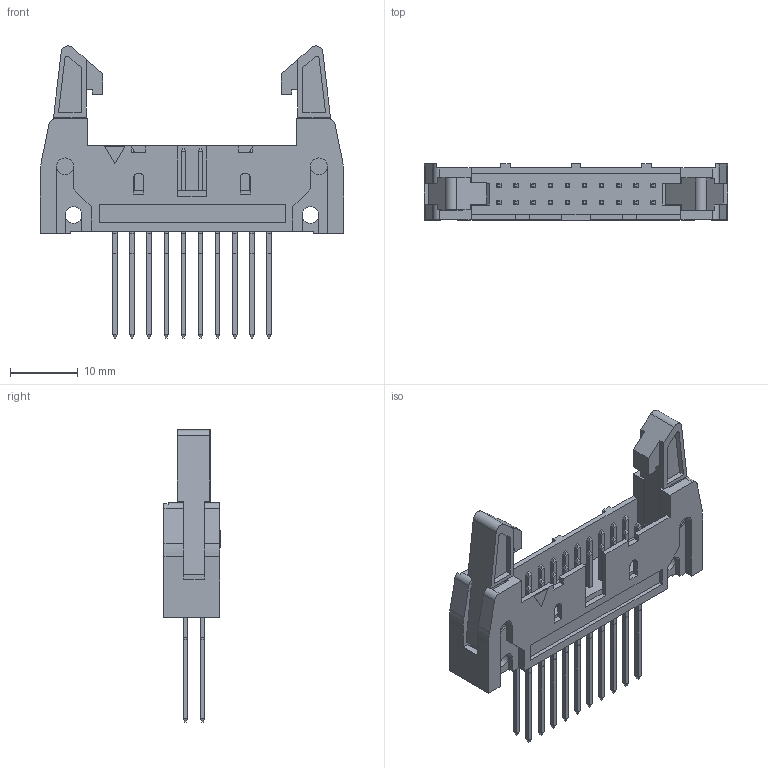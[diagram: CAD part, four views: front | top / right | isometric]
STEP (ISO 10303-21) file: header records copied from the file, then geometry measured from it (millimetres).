
FILE_DESCRIPTION(('FreeCAD Model'),'2;1');
FILE_NAME('Open CASCADE Shape Model','2023-06-01T13:05:44',(''),(''), 'Open CASCADE STEP processor 7.6','FreeCAD','Unknown');
FILE_SCHEMA(('AUTOMOTIVE_DESIGN { 1 0 10303 214 1 1 1 1 }'));
Length unit declared in the file: millimetre
Products named in the file (26): CWN-370-20-xxxx; 6120xx22821; 20; 6120xx22x21_LEVIER_LONG; 6120xx21621_PIN; WireWrapExtension; 6120xx21621_PIN020; 6120xx21621_PIN021; 6120xx21621_PIN022; 6120xx21621_PIN023; 6120xx21621_PIN024; 6120xx21621_PIN025; 6120xx21621_PIN026; 6120xx21621_PIN027; 6120xx21621_PIN028; 6120xx21621_PIN029; 6120xx21621_PIN030; 6120xx21621_PIN031; 6120xx21621_PIN032; 6120xx21621_PIN033; 6120xx21621_PIN034; 6120xx21621_PIN035; 6120xx21621_PIN036; 6120xx21621_PIN037; 6120xx21621_PIN038; 6120xx21621_PIN039
Assembly tree (45 placements, depth 3):
  CWN-370-20-xxxx
    6120xx22821
      20
      6120xx22x21_LEVIER_LONG  x2
      6120xx21621_PIN  x20
    WireWrapExtension
      6120xx21621_PIN020
      6120xx21621_PIN021
      6120xx21621_PIN022
      6120xx21621_PIN023
      6120xx21621_PIN024
      6120xx21621_PIN025
      6120xx21621_PIN026
      6120xx21621_PIN027
      6120xx21621_PIN028
      6120xx21621_PIN029
      6120xx21621_PIN030
      6120xx21621_PIN031
      6120xx21621_PIN032
      6120xx21621_PIN033
      6120xx21621_PIN034
      6120xx21621_PIN035
      6120xx21621_PIN036
      6120xx21621_PIN037
      6120xx21621_PIN038
      6120xx21621_PIN039
Bounding box: 44.9 x 8.31 x 43.29 mm (x, y, z)
Volume: 3390.4 mm3; surface area: 6392.6 mm2
Topology: 43 solids, 43 shells, 883 faces, 2108 edges, 1293 vertices
Faces by surface type: plane 849, cylinder 34
Full cylindrical faces by diameter (mm): 2.5 x16
Entity records: 17933 total; most frequent: CARTESIAN_POINT 3010, ORIENTED_EDGE 2930, DIRECTION 2758, EDGE_CURVE 1465, LINE 1384, VECTOR 1384, VERTEX_POINT 915, AXIS2_PLACEMENT_3D 687
